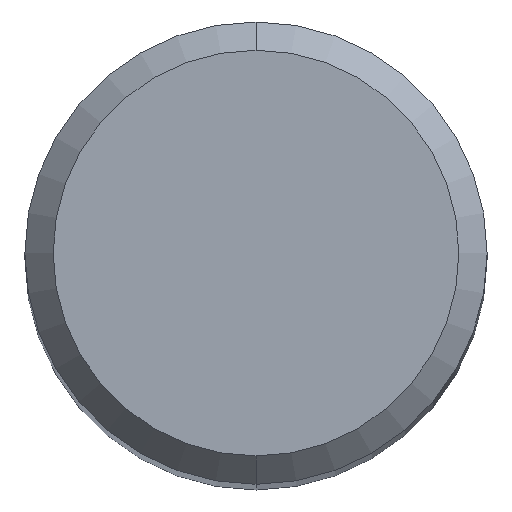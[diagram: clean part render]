
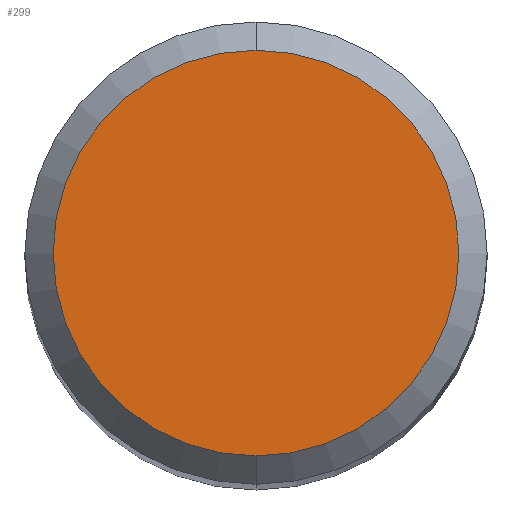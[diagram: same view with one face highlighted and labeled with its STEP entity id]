
A CAD part, top view. The second image highlights one B-rep face of the part: STEP entity #299.
In plain terms, the highlighted planar face has unit normal (0, 0, 1).
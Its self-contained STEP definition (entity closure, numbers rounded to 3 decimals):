
#175=VERTEX_POINT('',#413);
#195=EDGE_CURVE('',#175,#263,#436,.T.);
#205=EDGE_CURVE('',#263,#175,#446,.T.);
#263=VERTEX_POINT('',#511);
#299=ADVANCED_FACE('',(#550),#551,.T.);
#413=CARTESIAN_POINT('',(0.0,2.15,0.0));
#436=CIRCLE('',#705,2.15);
#446=CIRCLE('',#717,2.15);
#511=CARTESIAN_POINT('',(0.,-2.15,0.0));
#550=FACE_OUTER_BOUND('',#856,.T.);
#551=PLANE('',#857);
#705=AXIS2_PLACEMENT_3D('',#1027,#1028,#1029);
#717=AXIS2_PLACEMENT_3D('',#1033,#1034,#1035);
#856=EDGE_LOOP('',(#1160,#1161));
#857=AXIS2_PLACEMENT_3D('',#1162,#1163,#1164);
#1027=CARTESIAN_POINT('',(0.0,0.0,0.0));
#1028=DIRECTION('',(0.0,0.0,-1.0));
#1029=DIRECTION('',(0.0,1.0,0.0));
#1033=CARTESIAN_POINT('',(0.0,0.0,0.0));
#1034=DIRECTION('',(0.0,0.0,-1.0));
#1035=DIRECTION('',(0.0,1.0,0.0));
#1160=ORIENTED_EDGE('',*,*,#195,.F.);
#1161=ORIENTED_EDGE('',*,*,#205,.F.);
#1162=CARTESIAN_POINT('',(0.0,1.075,0.0));
#1163=DIRECTION('',(-0.0,0.0,1.0));
#1164=DIRECTION('',(0.0,-1.0,0.0));
